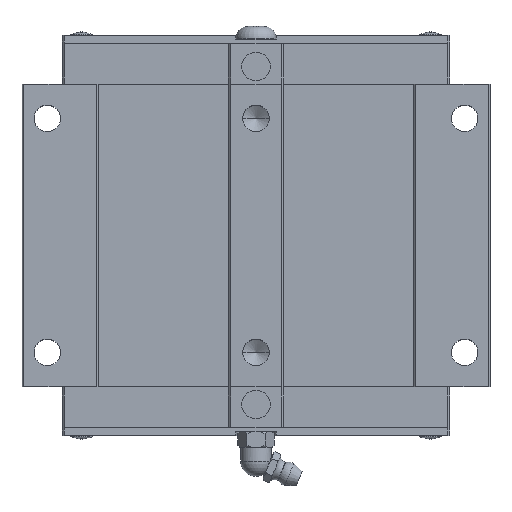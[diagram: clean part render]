
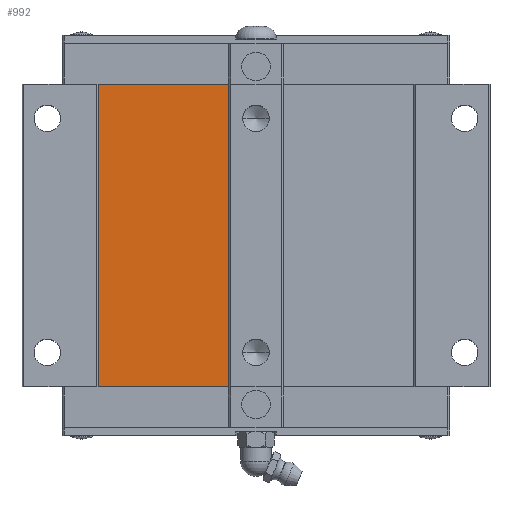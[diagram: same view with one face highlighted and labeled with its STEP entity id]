
A CAD part, top view. The second image highlights one B-rep face of the part: STEP entity #992.
In plain terms, the highlighted planar face has unit normal (0, 0, 1).
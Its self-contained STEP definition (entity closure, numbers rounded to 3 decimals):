
#992=ADVANCED_FACE('',(#2057),#2058,.F.);
#2057=FACE_OUTER_BOUND('',#3188,.T.);
#2058=PLANE('',#3189);
#3188=EDGE_LOOP('',(#6236,#6237,#6238,#6239));
#3189=AXIS2_PLACEMENT_3D('',#6240,#6241,#6242);
#6236=ORIENTED_EDGE('',*,*,#7893,.T.);
#6237=ORIENTED_EDGE('',*,*,#7373,.F.);
#6238=ORIENTED_EDGE('',*,*,#7899,.T.);
#6239=ORIENTED_EDGE('',*,*,#7787,.F.);
#6240=CARTESIAN_POINT('',(0.0,128.901,34.5));
#6241=DIRECTION('',(0.0,0.0,-1.0));
#6242=DIRECTION('',(1.0,0.0,0.0));
#7373=EDGE_CURVE('',#9059,#9061,#9062,.T.);
#7787=EDGE_CURVE('',#9662,#9664,#9665,.T.);
#7893=EDGE_CURVE('',#9662,#9061,#9790,.T.);
#7899=EDGE_CURVE('',#9059,#9664,#9796,.T.);
#9059=VERTEX_POINT('',#11918);
#9061=VERTEX_POINT('',#11921);
#9062=LINE('',#11922,#11923);
#9662=VERTEX_POINT('',#13195);
#9664=VERTEX_POINT('',#13198);
#9665=LINE('',#13199,#13200);
#9790=LINE('',#13377,#13378);
#9796=LINE('',#13386,#13387);
#11918=CARTESIAN_POINT('',(-40.5,90.101,34.5));
#11921=CARTESIAN_POINT('',(-7.0,90.101,34.5));
#11922=CARTESIAN_POINT('',(0.,90.101,34.5));
#11923=VECTOR('',#14351,1.0);
#13195=CARTESIAN_POINT('',(-7.0,12.501,34.5));
#13198=CARTESIAN_POINT('',(-40.5,12.501,34.5));
#13199=CARTESIAN_POINT('',(0.,12.501,34.5));
#13200=VECTOR('',#14707,1.0);
#13377=CARTESIAN_POINT('',(-7.0,109.501,34.5));
#13378=VECTOR('',#14802,1.0);
#13386=CARTESIAN_POINT('',(-40.5,128.901,34.5));
#13387=VECTOR('',#14805,1.0);
#14351=DIRECTION('',(1.0,0.0,0.0));
#14707=DIRECTION('',(-1.0,-0.0,-0.0));
#14802=DIRECTION('',(0.0,1.0,0.0));
#14805=DIRECTION('',(0.0,-1.0,0.0));
